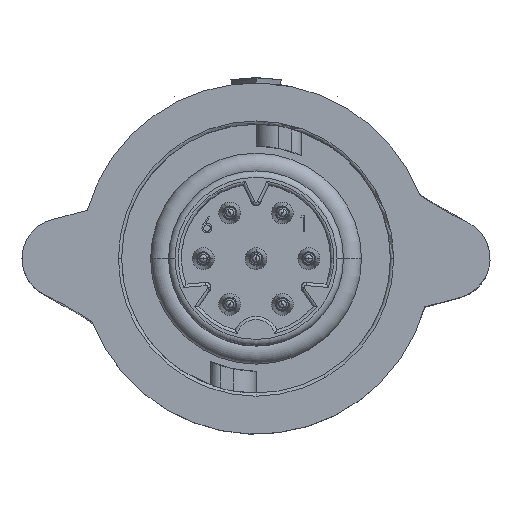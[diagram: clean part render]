
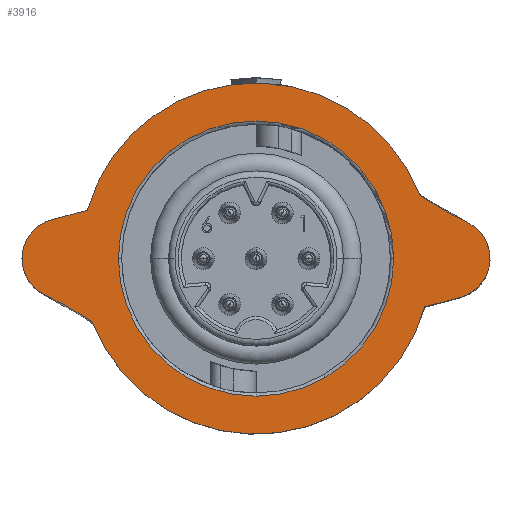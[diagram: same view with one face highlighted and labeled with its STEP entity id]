
A CAD part, top view. The second image highlights one B-rep face of the part: STEP entity #3916.
In plain terms, the highlighted planar face has unit normal (0, 0, 1).
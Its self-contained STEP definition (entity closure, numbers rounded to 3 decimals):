
#296 = CARTESIAN_POINT ( 'NONE',  ( 0., -6.934, 18.72 ) ) ;
#458 = CARTESIAN_POINT ( 'NONE',  ( -14.618, -14.478, 18.72 ) ) ;
#518 = CIRCLE ( 'NONE', #8292, 6.934 ) ;
#1204 = CARTESIAN_POINT ( 'NONE',  ( 0., 0., 18.72 ) ) ;
#1210 = CARTESIAN_POINT ( 'NONE',  ( -8.065, 1.533, 18.72 ) ) ;
#1435 = DIRECTION ( 'NONE',  ( 0., 0., 1. ) ) ;
#1882 = CARTESIAN_POINT ( 'NONE',  ( -5.436, 0., 18.72 ) ) ;
#2100 = DIRECTION ( 'NONE',  ( 1., 0., 0. ) ) ;
#2671 = CARTESIAN_POINT ( 'NONE',  ( -8.342, -1.431, 18.72 ) ) ;
#3171 = DIRECTION ( 'NONE',  ( 0., 0., 1. ) ) ;
#3214 = CARTESIAN_POINT ( 'NONE',  ( 5.436, 0., 18.72 ) ) ;
#3306 = ORIENTED_EDGE ( 'NONE', *, *, #17425, .T. ) ;
#3365 = EDGE_CURVE ( 'NONE', #5941, #10819, #12737, .T. ) ;
#3454 = CARTESIAN_POINT ( 'NONE',  ( 6.462, 2.516, 18.72 ) ) ;
#3916 = ADVANCED_FACE ( 'NONE', ( #14268, #17969 ), #7622, .F. ) ;
#4120 = CARTESIAN_POINT ( 'NONE',  ( 8.342, 1.431, 18.72 ) ) ;
#4164 = AXIS2_PLACEMENT_3D ( 'NONE', #296, #7392, #21588 ) ;
#4223 = AXIS2_PLACEMENT_3D ( 'NONE', #19118, #10389, #10272 ) ;
#4322 = AXIS2_PLACEMENT_3D ( 'NONE', #458, #10692, #19660 ) ;
#4601 = CARTESIAN_POINT ( 'NONE',  ( -8.065, 1.533, 18.72 ) ) ;
#4621 = CARTESIAN_POINT ( 'NONE',  ( 0., 0., 18.72 ) ) ;
#5036 = EDGE_CURVE ( 'NONE', #5168, #17968, #13545, .T. ) ;
#5142 = CIRCLE ( 'NONE', #21492, 5.436 ) ;
#5168 = VERTEX_POINT ( 'NONE', #18066 ) ;
#5833 = VECTOR ( 'NONE', #15185, 1000. ) ;
#5919 = ORIENTED_EDGE ( 'NONE', *, *, #22268, .T. ) ;
#5941 = VERTEX_POINT ( 'NONE', #12305 ) ;
#6603 = CIRCLE ( 'NONE', #18154, 5.436 ) ;
#6641 = CARTESIAN_POINT ( 'NONE',  ( -9.242, 0., 18.72 ) ) ;
#6842 = ORIENTED_EDGE ( 'NONE', *, *, #3365, .T. ) ;
#7097 = CARTESIAN_POINT ( 'NONE',  ( 0., 0., 18.72 ) ) ;
#7392 = DIRECTION ( 'NONE',  ( 0., 0., -1. ) ) ;
#7435 = VERTEX_POINT ( 'NONE', #3454 ) ;
#7622 = PLANE ( 'NONE',  #4164 ) ;
#7684 = CIRCLE ( 'NONE', #4322, 14.478 ) ;
#7868 = EDGE_LOOP ( 'NONE', ( #16392, #14894, #3306, #5919, #13130, #16867, #21426, #21516, #6842 ) ) ;
#8292 = AXIS2_PLACEMENT_3D ( 'NONE', #1204, #17249, #22613 ) ;
#8341 = DIRECTION ( 'NONE',  ( 0., 0., -1. ) ) ;
#8413 = CARTESIAN_POINT ( 'NONE',  ( -7.654, 0., 18.72 ) ) ;
#8522 = VERTEX_POINT ( 'NONE', #20715 ) ;
#8610 = AXIS2_PLACEMENT_3D ( 'NONE', #21928, #20194, #20301 ) ;
#9650 = EDGE_CURVE ( 'NONE', #10460, #10961, #5142, .T. ) ;
#9676 = ORIENTED_EDGE ( 'NONE', *, *, #12336, .T. ) ;
#10164 = LINE ( 'NONE', #1210, #5833 ) ;
#10272 = DIRECTION ( 'NONE',  ( -1., 0., 0. ) ) ;
#10389 = DIRECTION ( 'NONE',  ( 0., 0., -1. ) ) ;
#10460 = VERTEX_POINT ( 'NONE', #3214 ) ;
#10692 = DIRECTION ( 'NONE',  ( 0., 0., -1. ) ) ;
#10819 = VERTEX_POINT ( 'NONE', #4120 ) ;
#10961 = VERTEX_POINT ( 'NONE', #1882 ) ;
#11402 = ORIENTED_EDGE ( 'NONE', *, *, #9650, .T. ) ;
#11736 = DIRECTION ( 'NONE',  ( 1., 0., 0. ) ) ;
#11923 = DIRECTION ( 'NONE',  ( -1., 0., 0. ) ) ;
#11987 = CARTESIAN_POINT ( 'NONE',  ( 8.065, -1.533, 18.72 ) ) ;
#12038 = DIRECTION ( 'NONE',  ( -1., 0., 0. ) ) ;
#12305 = CARTESIAN_POINT ( 'NONE',  ( 8.065, -1.533, 18.72 ) ) ;
#12336 = EDGE_CURVE ( 'NONE', #10961, #10460, #6603, .T. ) ;
#12737 = CIRCLE ( 'NONE', #8610, 1.588 ) ;
#13122 = VECTOR ( 'NONE', #20476, 1000. ) ;
#13130 = ORIENTED_EDGE ( 'NONE', *, *, #22723, .T. ) ;
#13398 = LINE ( 'NONE', #11987, #13122 ) ;
#13545 = CIRCLE ( 'NONE', #20950, 6.934 ) ;
#13766 = CARTESIAN_POINT ( 'NONE',  ( 6.666, -1.908, 18.72 ) ) ;
#14266 = AXIS2_PLACEMENT_3D ( 'NONE', #8413, #3171, #12038 ) ;
#14268 = FACE_BOUND ( 'NONE', #15763, .T. ) ;
#14305 = AXIS2_PLACEMENT_3D ( 'NONE', #19367, #15990, #21222 ) ;
#14527 = VERTEX_POINT ( 'NONE', #4601 ) ;
#14894 = ORIENTED_EDGE ( 'NONE', *, *, #22404, .T. ) ;
#15185 = DIRECTION ( 'NONE',  ( -0.966, -0.259, 0. ) ) ;
#15401 = CARTESIAN_POINT ( 'NONE',  ( 0., 0., 18.72 ) ) ;
#15763 = EDGE_LOOP ( 'NONE', ( #11402, #9676 ) ) ;
#15893 = EDGE_CURVE ( 'NONE', #20728, #5168, #7684, .T. ) ;
#15990 = DIRECTION ( 'NONE',  ( 0., 0., 1. ) ) ;
#16392 = ORIENTED_EDGE ( 'NONE', *, *, #22294, .T. ) ;
#16493 = CIRCLE ( 'NONE', #14266, 1.587 ) ;
#16867 = ORIENTED_EDGE ( 'NONE', *, *, #15893, .T. ) ;
#17249 = DIRECTION ( 'NONE',  ( 0., 0., 1. ) ) ;
#17425 = EDGE_CURVE ( 'NONE', #8522, #14527, #10164, .T. ) ;
#17967 = VERTEX_POINT ( 'NONE', #6641 ) ;
#17968 = VERTEX_POINT ( 'NONE', #13766 ) ;
#17969 = FACE_OUTER_BOUND ( 'NONE', #7868, .T. ) ;
#18066 = CARTESIAN_POINT ( 'NONE',  ( -6.462, -2.516, 18.72 ) ) ;
#18154 = AXIS2_PLACEMENT_3D ( 'NONE', #4621, #8341, #11736 ) ;
#18742 = CIRCLE ( 'NONE', #14305, 1.587 ) ;
#19118 = CARTESIAN_POINT ( 'NONE',  ( 14.618, 14.478, 18.72 ) ) ;
#19367 = CARTESIAN_POINT ( 'NONE',  ( -7.654, 0., 18.72 ) ) ;
#19565 = DIRECTION ( 'NONE',  ( 0., 0., -1. ) ) ;
#19660 = DIRECTION ( 'NONE',  ( -1., 0., 0. ) ) ;
#20194 = DIRECTION ( 'NONE',  ( 0., 0., 1. ) ) ;
#20301 = DIRECTION ( 'NONE',  ( -1., 0., 0. ) ) ;
#20476 = DIRECTION ( 'NONE',  ( 0.966, 0.259, 0. ) ) ;
#20715 = CARTESIAN_POINT ( 'NONE',  ( -6.666, 1.908, 18.72 ) ) ;
#20728 = VERTEX_POINT ( 'NONE', #2671 ) ;
#20885 = EDGE_CURVE ( 'NONE', #17968, #5941, #13398, .T. ) ;
#20950 = AXIS2_PLACEMENT_3D ( 'NONE', #15401, #1435, #11923 ) ;
#21222 = DIRECTION ( 'NONE',  ( -1., 0., 0. ) ) ;
#21426 = ORIENTED_EDGE ( 'NONE', *, *, #5036, .T. ) ;
#21492 = AXIS2_PLACEMENT_3D ( 'NONE', #7097, #19565, #2100 ) ;
#21516 = ORIENTED_EDGE ( 'NONE', *, *, #20885, .T. ) ;
#21588 = DIRECTION ( 'NONE',  ( -1., 0., 0. ) ) ;
#21928 = CARTESIAN_POINT ( 'NONE',  ( 7.654, 0., 18.72 ) ) ;
#22268 = EDGE_CURVE ( 'NONE', #14527, #17967, #16493, .T. ) ;
#22294 = EDGE_CURVE ( 'NONE', #10819, #7435, #22419, .T. ) ;
#22404 = EDGE_CURVE ( 'NONE', #7435, #8522, #518, .T. ) ;
#22419 = CIRCLE ( 'NONE', #4223, 14.478 ) ;
#22613 = DIRECTION ( 'NONE',  ( -1., 0., 0. ) ) ;
#22723 = EDGE_CURVE ( 'NONE', #17967, #20728, #18742, .T. ) ;
